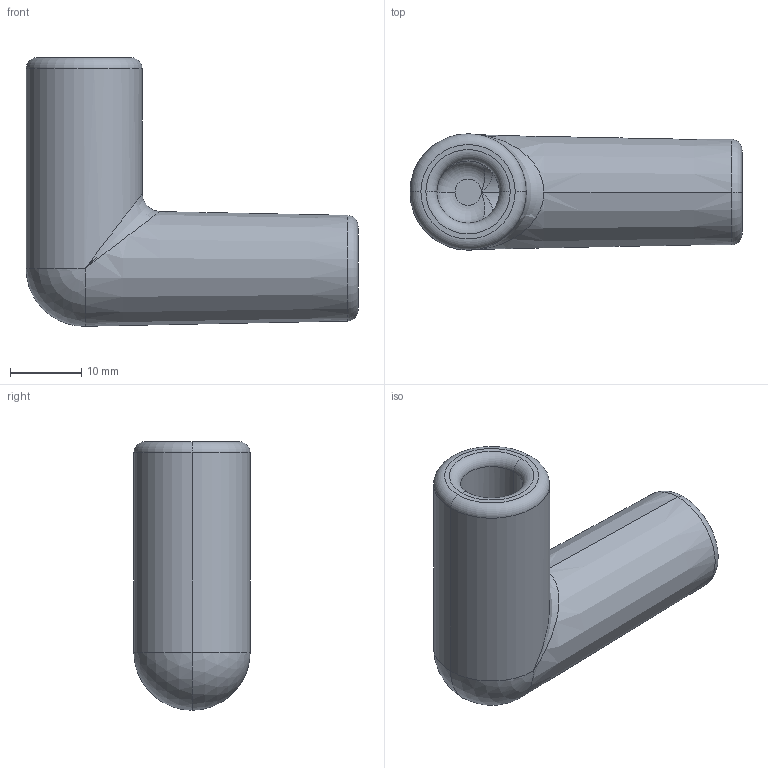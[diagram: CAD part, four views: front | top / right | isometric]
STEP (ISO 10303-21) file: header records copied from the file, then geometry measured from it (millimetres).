
FILE_DESCRIPTION (( 'STEP AP203' ), '1' );
FILE_NAME ('AB8.STEP', '2019-10-30T16:46:32', ( 'tempuser' ), ( 'Microsoft' ), 'SwSTEP 2.0', 'SolidWorks 2019', '' );
FILE_SCHEMA (( 'CONFIG_CONTROL_DESIGN' ));
Length unit declared in the file: inch
Products named in the file (1): AB8
Bounding box: 46.48 x 16.26 x 37.59 mm (x, y, z)
Volume: 9662.9 mm3; surface area: 5214.5 mm2
Topology: 1 solids, 1 shells, 31 faces, 72 edges, 37 vertices
Faces by surface type: torus 8, cylinder 8, cone 6, bspline 4, plane 3, sphere 2
Entity records: 1597 total; most frequent: CARTESIAN_POINT 873, DIRECTION 146, ORIENTED_EDGE 128, AXIS2_PLACEMENT_3D 66, EDGE_CURVE 64, CIRCLE 38, VERTEX_POINT 35, EDGE_LOOP 33
